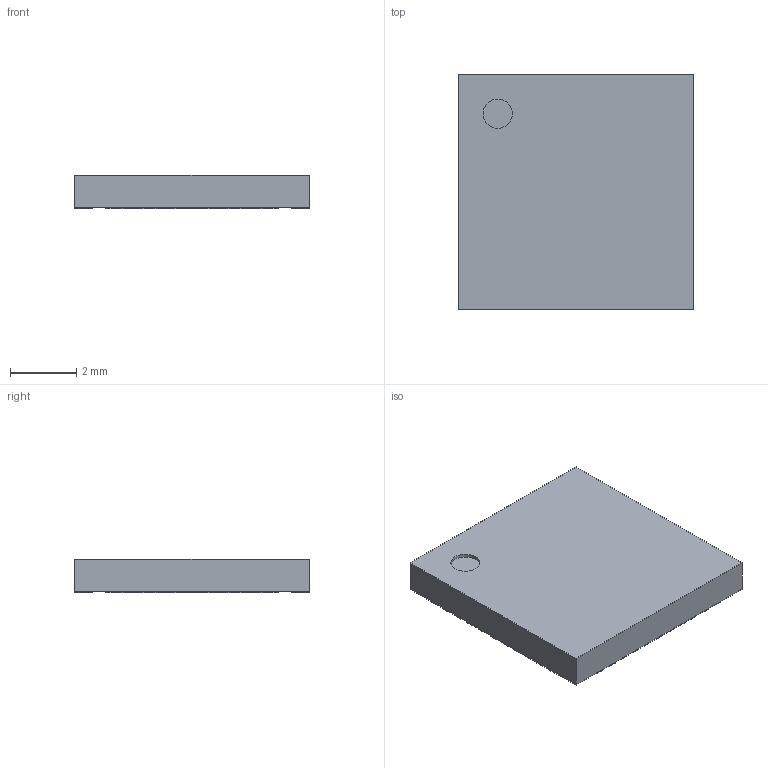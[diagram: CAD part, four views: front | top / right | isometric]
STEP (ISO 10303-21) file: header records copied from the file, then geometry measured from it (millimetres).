
FILE_DESCRIPTION(('Open CASCADE Model'),'2;1');
FILE_NAME('Open CASCADE Shape Model','2018-02-12T14:06:58',('Author'),( 'Open CASCADE'),'Open CASCADE STEP processor 6.8','Open CASCADE 6.8' ,'Unknown');
FILE_SCHEMA(('AUTOMOTIVE_DESIGN { 1 0 10303 214 1 1 1 1 }'));
Length unit declared in the file: millimetre
Products named in the file (8): PCB; Designator1; 892094360; Open_CASCADE_STEP_translator_6.8_4.1; Body; Open_CASCADE_STEP_translator_6.8_4.2.1; Thermal_Shape; Pin_Shape
Assembly tree (49 placements, depth 4):
  PCB
  Designator1
    892094360
      Open_CASCADE_STEP_translator_6.8_4.1
      Body
        Open_CASCADE_STEP_translator_6.8_4.2.1
      Thermal_Shape
      Pin_Shape  x44
Bounding box: 7.1 x 7.1 x 1 mm (x, y, z)
Volume: 50 mm3; surface area: 196.9 mm2
Topology: 46 solids, 47 shells, 280 faces, 559 edges, 373 vertices
Faces by surface type: plane 279, cylinder 1
Full cylindrical faces by diameter (mm): 0.887 x1
Entity records: 1068 total; most frequent: DIRECTION 190, CARTESIAN_POINT 144, ORIENTED_EDGE 85, AXIS2_PLACEMENT_3D 75, PRODUCT_DEFINITION_SHAPE 57, CONTEXT_DEPENDENT_SHAPE_REPRESENTATION 49, ITEM_DEFINED_TRANSFORMATION 49, NEXT_ASSEMBLY_USAGE_OCCURRENCE 49
